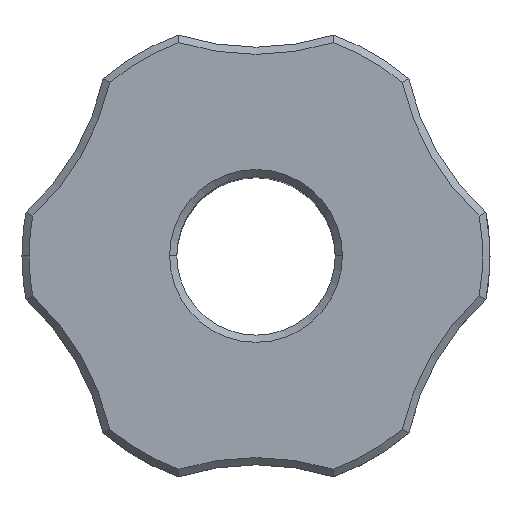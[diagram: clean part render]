
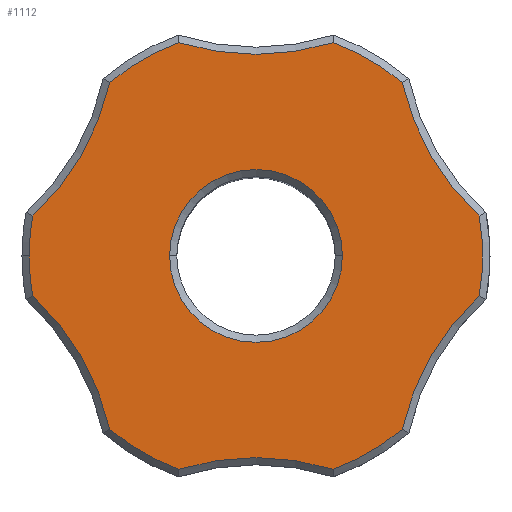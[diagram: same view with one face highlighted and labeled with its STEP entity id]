
A CAD part, top view. The second image highlights one B-rep face of the part: STEP entity #1112.
In plain terms, the highlighted planar face has unit normal (0, 0, 1).
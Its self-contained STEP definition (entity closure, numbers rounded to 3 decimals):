
#22 = CIRCLE ( 'NONE', #334, 31.5 ) ;
#60 = EDGE_CURVE ( 'NONE', #2533, #2324, #2912, .T. ) ;
#122 = DIRECTION ( 'NONE',  ( 1., 0., 0. ) ) ;
#132 = AXIS2_PLACEMENT_3D ( 'NONE', #3057, #326, #1057 ) ;
#155 = CARTESIAN_POINT ( 'NONE',  ( 10.7, -29.627, 86. ) ) ;
#160 = VERTEX_POINT ( 'NONE', #178 ) ;
#165 = ORIENTED_EDGE ( 'NONE', *, *, #2839, .T. ) ;
#176 = DIRECTION ( 'NONE',  ( 0., 0., 1. ) ) ;
#178 = CARTESIAN_POINT ( 'NONE',  ( -31.5, 0., 86. ) ) ;
#200 = ORIENTED_EDGE ( 'NONE', *, *, #2306, .T. ) ;
#266 = DIRECTION ( 'NONE',  ( 0., 0., 1. ) ) ;
#281 = CIRCLE ( 'NONE', #3110, 12. ) ;
#323 = EDGE_CURVE ( 'NONE', #160, #895, #2967, .T. ) ;
#326 = DIRECTION ( 'NONE',  ( 0., 0., 1. ) ) ;
#334 = AXIS2_PLACEMENT_3D ( 'NONE', #2452, #1148, #1518 ) ;
#377 = EDGE_CURVE ( 'NONE', #2774, #908, #1011, .T. ) ;
#387 = CARTESIAN_POINT ( 'NONE',  ( 31.008, -5.547, 86. ) ) ;
#394 = CARTESIAN_POINT ( 'NONE',  ( 0., 0., 86. ) ) ;
#395 = EDGE_CURVE ( 'NONE', #1336, #2774, #1326, .T. ) ;
#433 = VERTEX_POINT ( 'NONE', #2842 ) ;
#435 = AXIS2_PLACEMENT_3D ( 'NONE', #1411, #1890, #724 ) ;
#487 = AXIS2_PLACEMENT_3D ( 'NONE', #1532, #266, #2995 ) ;
#506 = CARTESIAN_POINT ( 'NONE',  ( 0., 0., 86. ) ) ;
#519 = DIRECTION ( 'NONE',  ( 0., 0., -1. ) ) ;
#535 = CARTESIAN_POINT ( 'NONE',  ( -12., 0., 86. ) ) ;
#595 = ORIENTED_EDGE ( 'NONE', *, *, #2102, .T. ) ;
#628 = ORIENTED_EDGE ( 'NONE', *, *, #60, .T. ) ;
#634 = CARTESIAN_POINT ( 'NONE',  ( 0., 0., 86. ) ) ;
#645 = DIRECTION ( 'NONE',  ( 1., 0., 0. ) ) ;
#676 = ORIENTED_EDGE ( 'NONE', *, *, #1969, .T. ) ;
#724 = DIRECTION ( 'NONE',  ( 1., 0., 0. ) ) ;
#740 = DIRECTION ( 'NONE',  ( 0., 0., 1. ) ) ;
#823 = DIRECTION ( 'NONE',  ( 0., 0., -1. ) ) ;
#835 = VERTEX_POINT ( 'NONE', #1439 ) ;
#849 = PLANE ( 'NONE',  #132 ) ;
#887 = DIRECTION ( 'NONE',  ( 1., 0., 0. ) ) ;
#895 = VERTEX_POINT ( 'NONE', #2441 ) ;
#904 = CARTESIAN_POINT ( 'NONE',  ( 10.7, 29.627, 86. ) ) ;
#908 = VERTEX_POINT ( 'NONE', #2663 ) ;
#937 = CARTESIAN_POINT ( 'NONE',  ( -10.7, 29.627, 86. ) ) ;
#998 = FACE_BOUND ( 'NONE', #2361, .T. ) ;
#1008 = AXIS2_PLACEMENT_3D ( 'NONE', #2740, #1609, #122 ) ;
#1011 = CIRCLE ( 'NONE', #3023, 31.5 ) ;
#1013 = DIRECTION ( 'NONE',  ( 1., 0., 0. ) ) ;
#1033 = VERTEX_POINT ( 'NONE', #937 ) ;
#1034 = CIRCLE ( 'NONE', #3147, 36. ) ;
#1057 = DIRECTION ( 'NONE',  ( 1., 0., 0. ) ) ;
#1079 = CIRCLE ( 'NONE', #2051, 36. ) ;
#1096 = DIRECTION ( 'NONE',  ( 1., 0., 0. ) ) ;
#1110 = CARTESIAN_POINT ( 'NONE',  ( 0., 0., 86. ) ) ;
#1112 = ADVANCED_FACE ( 'NONE', ( #1126, #998 ), #849, .T. ) ;
#1122 = AXIS2_PLACEMENT_3D ( 'NONE', #2979, #2626, #1013 ) ;
#1126 = FACE_OUTER_BOUND ( 'NONE', #1987, .T. ) ;
#1146 = CARTESIAN_POINT ( 'NONE',  ( 0., -64., 86. ) ) ;
#1148 = DIRECTION ( 'NONE',  ( 0., 0., 1. ) ) ;
#1153 = ORIENTED_EDGE ( 'NONE', *, *, #2213, .T. ) ;
#1191 = DIRECTION ( 'NONE',  ( 0., 0., -1. ) ) ;
#1259 = ORIENTED_EDGE ( 'NONE', *, *, #2549, .T. ) ;
#1261 = CARTESIAN_POINT ( 'NONE',  ( 0., 0., 86. ) ) ;
#1314 = CIRCLE ( 'NONE', #3070, 36. ) ;
#1326 = CIRCLE ( 'NONE', #2861, 36. ) ;
#1329 = EDGE_CURVE ( 'NONE', #1423, #1336, #2458, .T. ) ;
#1336 = VERTEX_POINT ( 'NONE', #2233 ) ;
#1377 = ORIENTED_EDGE ( 'NONE', *, *, #1791, .T. ) ;
#1411 = CARTESIAN_POINT ( 'NONE',  ( 0., 64., 86. ) ) ;
#1412 = DIRECTION ( 'NONE',  ( 0., 0., 1. ) ) ;
#1423 = VERTEX_POINT ( 'NONE', #3032 ) ;
#1439 = CARTESIAN_POINT ( 'NONE',  ( 12., 0., 86. ) ) ;
#1502 = DIRECTION ( 'NONE',  ( 1., 0., 0. ) ) ;
#1518 = DIRECTION ( 'NONE',  ( 1., 0., 0. ) ) ;
#1532 = CARTESIAN_POINT ( 'NONE',  ( 0., 0., 86. ) ) ;
#1556 = DIRECTION ( 'NONE',  ( 1., 0., 0. ) ) ;
#1592 = AXIS2_PLACEMENT_3D ( 'NONE', #394, #176, #645 ) ;
#1609 = DIRECTION ( 'NONE',  ( 0., 0., 1. ) ) ;
#1641 = CIRCLE ( 'NONE', #1008, 31.5 ) ;
#1708 = DIRECTION ( 'NONE',  ( 1., 0., 0. ) ) ;
#1750 = DIRECTION ( 'NONE',  ( 1., 0., 0. ) ) ;
#1752 = ORIENTED_EDGE ( 'NONE', *, *, #1329, .T. ) ;
#1769 = CIRCLE ( 'NONE', #1122, 12. ) ;
#1791 = EDGE_CURVE ( 'NONE', #1033, #433, #22, .T. ) ;
#1890 = DIRECTION ( 'NONE',  ( 0., 0., -1. ) ) ;
#1912 = CIRCLE ( 'NONE', #3059, 36. ) ;
#1936 = VERTEX_POINT ( 'NONE', #2807 ) ;
#1969 = EDGE_CURVE ( 'NONE', #1936, #160, #1641, .T. ) ;
#1987 = EDGE_LOOP ( 'NONE', ( #1153, #676, #2651, #1259, #1752, #3063, #2654, #200, #2478, #165, #628, #595, #1377 ) ) ;
#1994 = CARTESIAN_POINT ( 'NONE',  ( 20.308, 24.08, 86. ) ) ;
#2021 = EDGE_CURVE ( 'NONE', #3156, #835, #1769, .T. ) ;
#2030 = CIRCLE ( 'NONE', #487, 31.5 ) ;
#2051 = AXIS2_PLACEMENT_3D ( 'NONE', #3024, #823, #1502 ) ;
#2060 = VERTEX_POINT ( 'NONE', #3192 ) ;
#2102 = EDGE_CURVE ( 'NONE', #2324, #1033, #2371, .T. ) ;
#2111 = DIRECTION ( 'NONE',  ( 0., 0., 1. ) ) ;
#2213 = EDGE_CURVE ( 'NONE', #433, #1936, #1314, .T. ) ;
#2233 = CARTESIAN_POINT ( 'NONE',  ( -10.7, -29.627, 86. ) ) ;
#2306 = EDGE_CURVE ( 'NONE', #908, #2445, #1034, .T. ) ;
#2324 = VERTEX_POINT ( 'NONE', #904 ) ;
#2336 = DIRECTION ( 'NONE',  ( 0., 0., -1. ) ) ;
#2353 = EDGE_CURVE ( 'NONE', #2445, #2060, #2030, .T. ) ;
#2361 = EDGE_LOOP ( 'NONE', ( #2927, #2757 ) ) ;
#2367 = CARTESIAN_POINT ( 'NONE',  ( 55.426, -32., 86. ) ) ;
#2371 = CIRCLE ( 'NONE', #435, 36. ) ;
#2441 = CARTESIAN_POINT ( 'NONE',  ( -31.008, -5.547, 86. ) ) ;
#2445 = VERTEX_POINT ( 'NONE', #387 ) ;
#2452 = CARTESIAN_POINT ( 'NONE',  ( 0., 0., 86. ) ) ;
#2458 = CIRCLE ( 'NONE', #1592, 31.5 ) ;
#2478 = ORIENTED_EDGE ( 'NONE', *, *, #2353, .T. ) ;
#2533 = VERTEX_POINT ( 'NONE', #1994 ) ;
#2549 = EDGE_CURVE ( 'NONE', #895, #1423, #1079, .T. ) ;
#2606 = DIRECTION ( 'NONE',  ( 0., 0., -1. ) ) ;
#2626 = DIRECTION ( 'NONE',  ( 0., 0., -1. ) ) ;
#2629 = DIRECTION ( 'NONE',  ( 1., 0., 0. ) ) ;
#2651 = ORIENTED_EDGE ( 'NONE', *, *, #323, .T. ) ;
#2654 = ORIENTED_EDGE ( 'NONE', *, *, #377, .T. ) ;
#2663 = CARTESIAN_POINT ( 'NONE',  ( 20.308, -24.08, 86. ) ) ;
#2682 = CARTESIAN_POINT ( 'NONE',  ( -55.426, 32., 86. ) ) ;
#2702 = DIRECTION ( 'NONE',  ( 1., 0., 0. ) ) ;
#2723 = DIRECTION ( 'NONE',  ( 0., 0., -1. ) ) ;
#2740 = CARTESIAN_POINT ( 'NONE',  ( 0., 0., 86. ) ) ;
#2757 = ORIENTED_EDGE ( 'NONE', *, *, #2021, .T. ) ;
#2774 = VERTEX_POINT ( 'NONE', #155 ) ;
#2807 = CARTESIAN_POINT ( 'NONE',  ( -31.008, 5.547, 86. ) ) ;
#2839 = EDGE_CURVE ( 'NONE', #2060, #2533, #1912, .T. ) ;
#2842 = CARTESIAN_POINT ( 'NONE',  ( -20.308, 24.08, 86. ) ) ;
#2858 = EDGE_CURVE ( 'NONE', #835, #3156, #281, .T. ) ;
#2861 = AXIS2_PLACEMENT_3D ( 'NONE', #1146, #2606, #887 ) ;
#2908 = DIRECTION ( 'NONE',  ( 1., 0., 0. ) ) ;
#2912 = CIRCLE ( 'NONE', #3205, 31.5 ) ;
#2927 = ORIENTED_EDGE ( 'NONE', *, *, #2858, .T. ) ;
#2967 = CIRCLE ( 'NONE', #3098, 31.5 ) ;
#2979 = CARTESIAN_POINT ( 'NONE',  ( 0., 0., 86. ) ) ;
#2995 = DIRECTION ( 'NONE',  ( 1., 0., 0. ) ) ;
#3023 = AXIS2_PLACEMENT_3D ( 'NONE', #634, #2111, #2908 ) ;
#3024 = CARTESIAN_POINT ( 'NONE',  ( -55.426, -32., 86. ) ) ;
#3032 = CARTESIAN_POINT ( 'NONE',  ( -20.308, -24.08, 86. ) ) ;
#3057 = CARTESIAN_POINT ( 'NONE',  ( 0., 0., 86. ) ) ;
#3059 = AXIS2_PLACEMENT_3D ( 'NONE', #3091, #519, #1096 ) ;
#3063 = ORIENTED_EDGE ( 'NONE', *, *, #395, .T. ) ;
#3070 = AXIS2_PLACEMENT_3D ( 'NONE', #2682, #2336, #1750 ) ;
#3091 = CARTESIAN_POINT ( 'NONE',  ( 55.426, 32., 86. ) ) ;
#3098 = AXIS2_PLACEMENT_3D ( 'NONE', #506, #740, #1708 ) ;
#3110 = AXIS2_PLACEMENT_3D ( 'NONE', #1110, #2723, #1556 ) ;
#3147 = AXIS2_PLACEMENT_3D ( 'NONE', #2367, #1191, #2629 ) ;
#3156 = VERTEX_POINT ( 'NONE', #535 ) ;
#3192 = CARTESIAN_POINT ( 'NONE',  ( 31.008, 5.547, 86. ) ) ;
#3205 = AXIS2_PLACEMENT_3D ( 'NONE', #1261, #1412, #2702 ) ;
